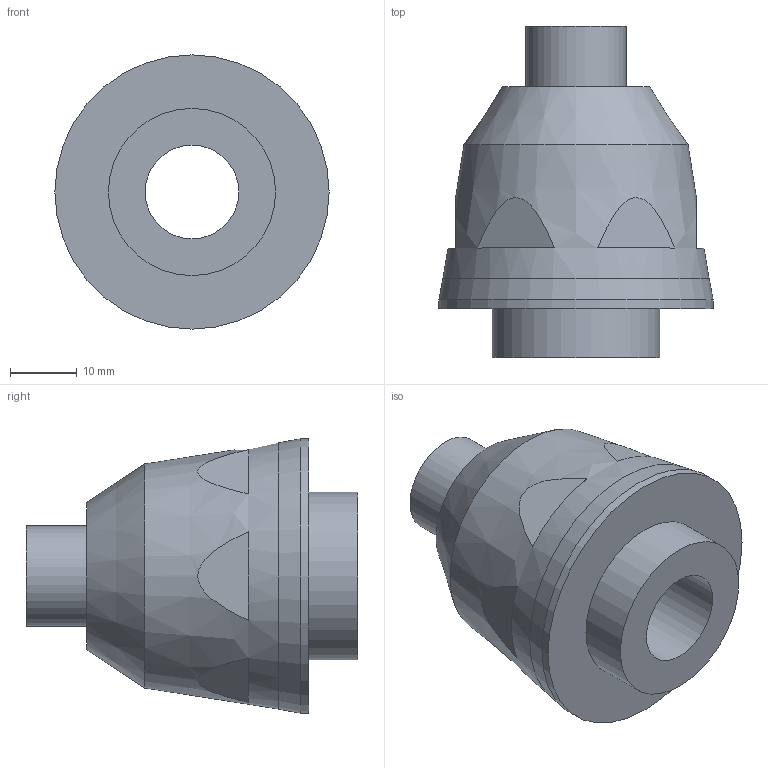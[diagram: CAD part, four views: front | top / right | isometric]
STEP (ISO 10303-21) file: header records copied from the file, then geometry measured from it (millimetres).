
FILE_DESCRIPTION( ( 'STEP AP203' ), '1' );
FILE_NAME( 'FLEXA US-Food-M 0608.800.125.stp', '2020-03-11T09:59:57', ( '' ), ( '' ), ' ', 'PARTsolutions', ' ' );
FILE_SCHEMA( ( 'CONFIG_CONTROL_DESIGN' ) );
Length unit declared in the file: millimetre
Products named in the file (1): _FLEXA US-Food-M 0608.800.125
Bounding box: 41 x 49.5 x 41 mm (x, y, z)
Volume: 29672.3 mm3; surface area: 8441.3 mm2
Topology: 1 solids, 1 shells, 23 faces, 37 edges, 24 vertices
Faces by surface type: plane 16, cylinder 4, cone 3
Full cylindrical faces by diameter (mm): 14 x1, 15 x1, 25 x1, 41 x1
Entity records: 726 total; most frequent: CARTESIAN_POINT 278, DIRECTION 88, ORIENTED_EDGE 58, AXIS2_PLACEMENT_3D 41, EDGE_LOOP 40, EDGE_CURVE 29, FACE_OUTER_BOUND 27, ADVANCED_FACE 23
